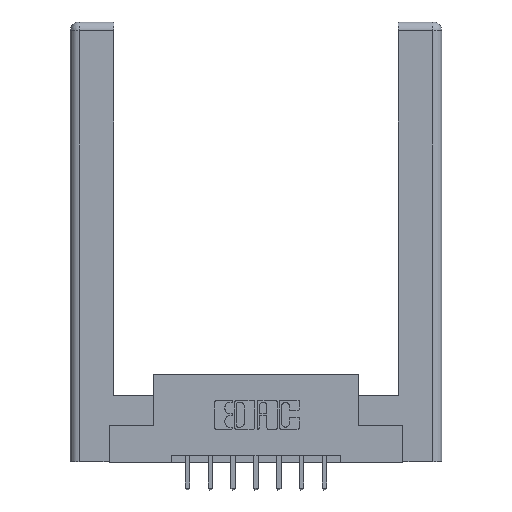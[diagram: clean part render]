
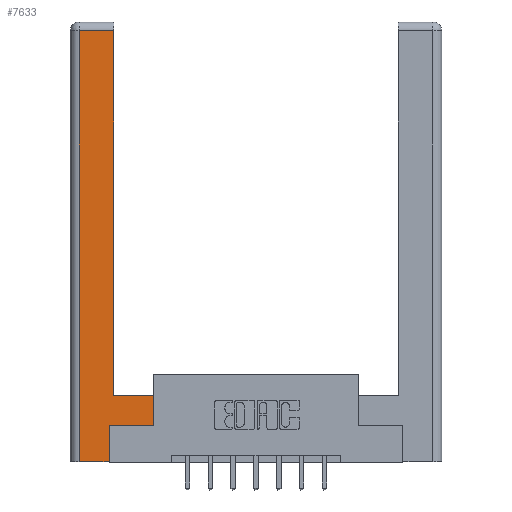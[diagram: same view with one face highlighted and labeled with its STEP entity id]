
A CAD part, top view. The second image highlights one B-rep face of the part: STEP entity #7633.
In plain terms, the highlighted planar face has unit normal (0, 0, 1).
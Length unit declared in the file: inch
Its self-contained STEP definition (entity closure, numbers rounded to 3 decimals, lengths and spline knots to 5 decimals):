
#57 = VECTOR ( 'NONE', #12488, 39.37008 ) ;
#592 = VERTEX_POINT ( 'NONE', #2360 ) ;
#629 = DIRECTION ( 'NONE',  ( 0., 1., 0. ) ) ;
#662 = VECTOR ( 'NONE', #4403, 39.37008 ) ;
#746 = CARTESIAN_POINT ( 'NONE',  ( 0.0615, 2.94, 0. ) ) ;
#782 = VERTEX_POINT ( 'NONE', #746 ) ;
#849 = VERTEX_POINT ( 'NONE', #1129 ) ;
#973 = LINE ( 'NONE', #4642, #8506 ) ;
#1030 = ORIENTED_EDGE ( 'NONE', *, *, #1272, .T. ) ;
#1106 = CARTESIAN_POINT ( 'NONE',  ( 0.265, 0.245, 0. ) ) ;
#1129 = CARTESIAN_POINT ( 'NONE',  ( 0.295, 2.94, 0. ) ) ;
#1161 = AXIS2_PLACEMENT_3D ( 'NONE', #7143, #11067, #4217 ) ;
#1272 = EDGE_CURVE ( 'NONE', #12004, #12604, #10677, .T. ) ;
#1652 = EDGE_CURVE ( 'NONE', #849, #782, #5279, .T. ) ;
#1664 = CARTESIAN_POINT ( 'NONE',  ( 0.565, 0.245, 0. ) ) ;
#2213 = PLANE ( 'NONE',  #1161 ) ;
#2360 = CARTESIAN_POINT ( 'NONE',  ( 0.0615, 0., 0. ) ) ;
#2450 = DIRECTION ( 'NONE',  ( 0., 1., 0. ) ) ;
#2570 = ORIENTED_EDGE ( 'NONE', *, *, #1652, .T. ) ;
#2707 = CARTESIAN_POINT ( 'NONE',  ( 0.265, 0., 0. ) ) ;
#2777 = EDGE_CURVE ( 'NONE', #12604, #4394, #973, .T. ) ;
#2906 = VERTEX_POINT ( 'NONE', #2707 ) ;
#3289 = LINE ( 'NONE', #1106, #7086 ) ;
#3963 = LINE ( 'NONE', #11262, #11325 ) ;
#4164 = VECTOR ( 'NONE', #2450, 39.37008 ) ;
#4188 = CARTESIAN_POINT ( 'NONE',  ( 0.0615, 2.94, 0. ) ) ;
#4217 = DIRECTION ( 'NONE',  ( -1., 0., 0. ) ) ;
#4394 = VERTEX_POINT ( 'NONE', #12284 ) ;
#4403 = DIRECTION ( 'NONE',  ( -1., 0., 0. ) ) ;
#4642 = CARTESIAN_POINT ( 'NONE',  ( 0.565, 0.45, 0. ) ) ;
#4885 = ORIENTED_EDGE ( 'NONE', *, *, #9003, .T. ) ;
#5010 = ORIENTED_EDGE ( 'NONE', *, *, #11214, .T. ) ;
#5279 = LINE ( 'NONE', #4188, #662 ) ;
#5379 = VECTOR ( 'NONE', #9059, 39.37008 ) ;
#5499 = EDGE_LOOP ( 'NONE', ( #9479, #2570, #5010, #11031, #4885, #1030, #6543, #6020 ) ) ;
#5709 = CARTESIAN_POINT ( 'NONE',  ( 0.295, 0.45, 0. ) ) ;
#6020 = ORIENTED_EDGE ( 'NONE', *, *, #7006, .T. ) ;
#6043 = DIRECTION ( 'NONE',  ( 0., 1., 0. ) ) ;
#6056 = FACE_OUTER_BOUND ( 'NONE', #5499, .T. ) ;
#6543 = ORIENTED_EDGE ( 'NONE', *, *, #2777, .T. ) ;
#7006 = EDGE_CURVE ( 'NONE', #4394, #12680, #11793, .T. ) ;
#7079 = DIRECTION ( 'NONE',  ( -1., 0., 0. ) ) ;
#7086 = VECTOR ( 'NONE', #6043, 39.37008 ) ;
#7098 = EDGE_CURVE ( 'NONE', #592, #2906, #3963, .T. ) ;
#7143 = CARTESIAN_POINT ( 'NONE',  ( 0., 0., 0. ) ) ;
#7288 = VECTOR ( 'NONE', #7079, 39.37008 ) ;
#7340 = LINE ( 'NONE', #9278, #5379 ) ;
#7633 = ADVANCED_FACE ( 'NONE', ( #6056 ), #2213, .F. ) ;
#8506 = VECTOR ( 'NONE', #629, 39.37008 ) ;
#9003 = EDGE_CURVE ( 'NONE', #2906, #12004, #3289, .T. ) ;
#9059 = DIRECTION ( 'NONE',  ( 0., -1., 0. ) ) ;
#9278 = CARTESIAN_POINT ( 'NONE',  ( 0.0615, 0., 0. ) ) ;
#9369 = CARTESIAN_POINT ( 'NONE',  ( 0.565, 0.245, 0. ) ) ;
#9479 = ORIENTED_EDGE ( 'NONE', *, *, #11135, .T. ) ;
#9814 = DIRECTION ( 'NONE',  ( 1., 0., 0. ) ) ;
#10344 = CARTESIAN_POINT ( 'NONE',  ( 0.295, 3., 0. ) ) ;
#10677 = LINE ( 'NONE', #9369, #57 ) ;
#11022 = CARTESIAN_POINT ( 'NONE',  ( 0.295, 0.45, 0. ) ) ;
#11031 = ORIENTED_EDGE ( 'NONE', *, *, #7098, .T. ) ;
#11067 = DIRECTION ( 'NONE',  ( 0., 0., -1. ) ) ;
#11135 = EDGE_CURVE ( 'NONE', #12680, #849, #11378, .T. ) ;
#11214 = EDGE_CURVE ( 'NONE', #782, #592, #7340, .T. ) ;
#11262 = CARTESIAN_POINT ( 'NONE',  ( 0.265, 0., 0. ) ) ;
#11325 = VECTOR ( 'NONE', #9814, 39.37008 ) ;
#11378 = LINE ( 'NONE', #10344, #4164 ) ;
#11660 = CARTESIAN_POINT ( 'NONE',  ( 0.265, 0.245, 0. ) ) ;
#11793 = LINE ( 'NONE', #11022, #7288 ) ;
#12004 = VERTEX_POINT ( 'NONE', #11660 ) ;
#12284 = CARTESIAN_POINT ( 'NONE',  ( 0.565, 0.45, 0. ) ) ;
#12488 = DIRECTION ( 'NONE',  ( 1., 0., 0. ) ) ;
#12604 = VERTEX_POINT ( 'NONE', #1664 ) ;
#12680 = VERTEX_POINT ( 'NONE', #5709 ) ;
